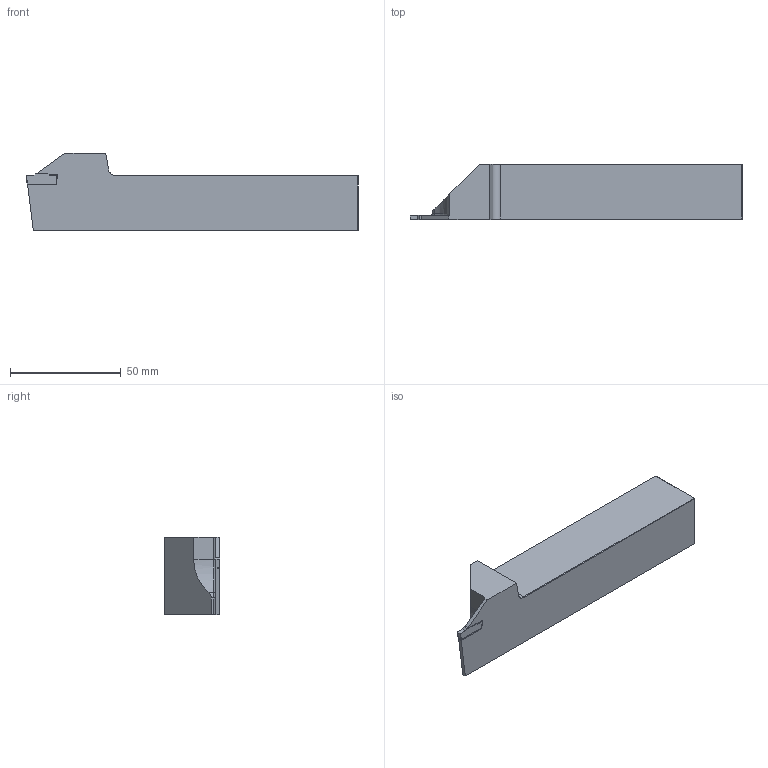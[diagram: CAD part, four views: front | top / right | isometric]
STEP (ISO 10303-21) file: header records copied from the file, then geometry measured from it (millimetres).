
FILE_DESCRIPTION(/* description */ (''),/* implementation_level */ '2;1');
FILE_NAME(/* name */ 'ADKT-RD-R-2525-2-T17.stp',/* time_stamp */ '2023-10-20T19:49:48+03:00',/* author */ (''),/* organization */ (''),/* preprocessor_version */ 'ST-DEVELOPER v19.4',/* originating_system */ 'SIEMENS PLM Software NX2306.3001',/* authorisation */ '');
FILE_SCHEMA (('AUTOMOTIVE_DESIGN { 1 0 10303 214 3 1 1 1 }'));
Length unit declared in the file: millimetre
Products named in the file (1): ADKT-RD-R-2525-2-T17-light
Bounding box: 150 x 25.2 x 35 mm (x, y, z)
Volume: 85647.5 mm3; surface area: 15875.2 mm2
Topology: 2 solids, 2 shells, 47 faces, 120 edges, 77 vertices
Faces by surface type: plane 35, cylinder 10, torus 2
Entity records: 1536 total; most frequent: CARTESIAN_POINT 245, DIRECTION 242, ORIENTED_EDGE 240, EDGE_CURVE 120, LINE 94, VECTOR 94, VERTEX_POINT 77, AXIS2_PLACEMENT_3D 74
